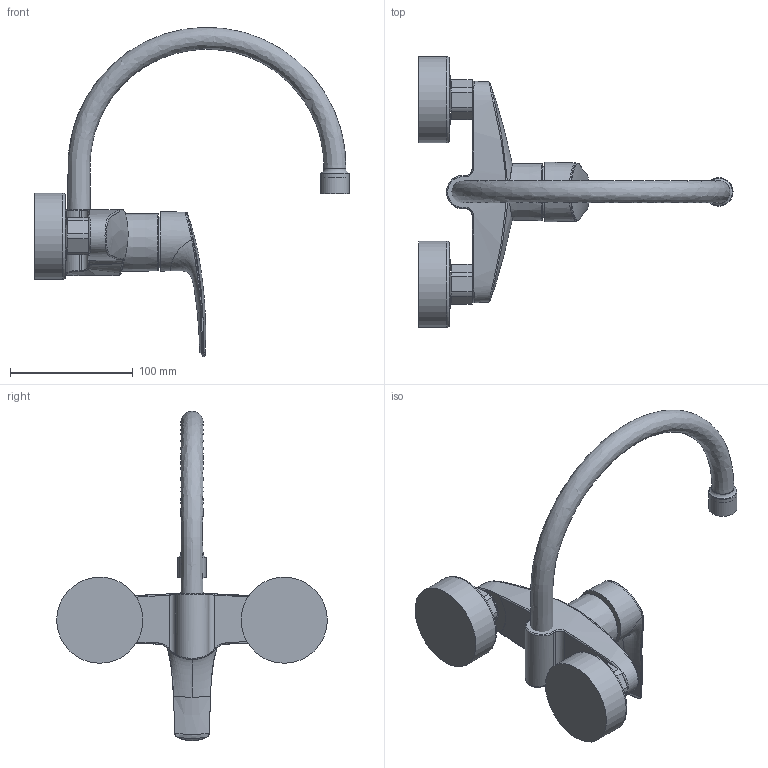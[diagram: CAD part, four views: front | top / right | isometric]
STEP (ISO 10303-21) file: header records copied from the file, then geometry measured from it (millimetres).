
FILE_DESCRIPTION(/* description */ ('Unknown'),/* implementation_level */ '2;1');
FILE_NAME(/* name */ '32482003',/* time_stamp */ '2022-09-09T02:51:33+02:00',/* author */ ('Unknown'),/* organization */ ('GROHE AG'),/* preprocessor_version */ 'ST-DEVELOPER v16.7',/* originating_system */ 'DEX',/* authorisation */ $);
FILE_SCHEMA (('AUTOMOTIVE_DESIGN {1 0 10303 214 3 1 1}'));
Length unit declared in the file: millimetre
Products named in the file (12): 32482003; 32482003_0; 32482003_1; 32482003_2; 130620_NES2011_OHM35_Kitchen_Wall_Body_Lob; 32482003_3; 32482003_4; 32482003_5; 32482003_6; 32482003_7; 32482003_8
Assembly tree (11 placements, depth 2):
  32482003
    32482003
    32482003_0
    32482003_1
    32482003_2
    130620_NES2011_OHM35_Kitchen_Wall_Body_Lob
    32482003_3
    32482003_4
    32482003_5
    32482003_6
    32482003_7
    32482003_8
Bounding box: 255.4 x 220 x 267.78 mm (x, y, z)
Volume: 647888.2 mm3; surface area: 115532.3 mm2
Topology: 11 solids, 21 shells, 308 faces, 714 edges, 453 vertices
Faces by surface type: plane 124, cylinder 74, bspline 52, torus 32, cone 23, sphere 3
Full cylindrical faces by diameter (mm): 4.917 x1, 5 x2, 5.2 x2, 5.445 x2, 11.5 x2, 11.8 x2, 14.5 x2, 15 x2, 15.3 x1, 15.7 x2, 16 x2, 18 x2, 21 x2, 22 x2, 23.15 x1, 24 x4, 26.5 x2, 47.2 x1, 70 x2
Entity records: 22031 total; most frequent: CARTESIAN_POINT 14247, DIRECTION 1212, ORIENTED_EDGE 1188, EDGE_CURVE 594, AXIS2_PLACEMENT_3D 503, VERTEX_POINT 426, FACE_BOUND 416, EDGE_LOOP 414
